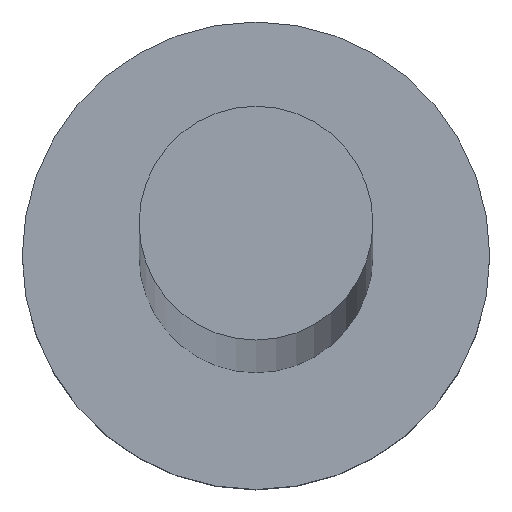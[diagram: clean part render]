
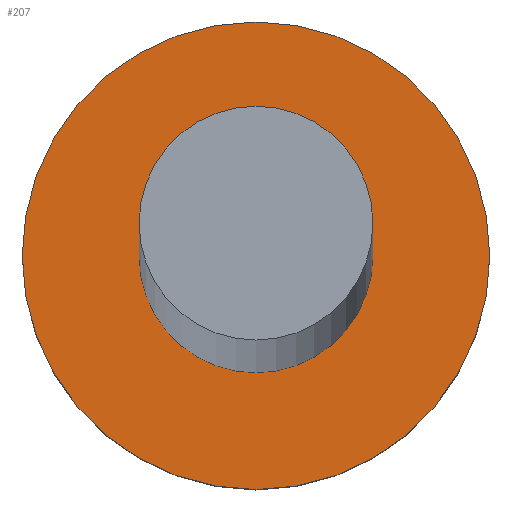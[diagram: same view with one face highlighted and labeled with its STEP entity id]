
A CAD part, top view. The second image highlights one B-rep face of the part: STEP entity #207.
In plain terms, the highlighted planar face has unit normal (0, 0, 1).
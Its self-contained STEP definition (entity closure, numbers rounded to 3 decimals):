
#7 = DIRECTION ( 'NONE',  ( 0., 0., 1. ) ) ;
#9 = CARTESIAN_POINT ( 'NONE',  ( 2., 0., 2. ) ) ;
#17 = CARTESIAN_POINT ( 'NONE',  ( 0., 0., 2. ) ) ;
#56 = AXIS2_PLACEMENT_3D ( 'NONE', #155, #7, #114 ) ;
#62 = EDGE_LOOP ( 'NONE', ( #64, #125 ) ) ;
#64 = ORIENTED_EDGE ( 'NONE', *, *, #153, .T. ) ;
#65 = DIRECTION ( 'NONE',  ( 0., 0., 1. ) ) ;
#77 = PLANE ( 'NONE',  #83 ) ;
#78 = VERTEX_POINT ( 'NONE', #231 ) ;
#82 = DIRECTION ( 'NONE',  ( 0., 0., 1. ) ) ;
#83 = AXIS2_PLACEMENT_3D ( 'NONE', #221, #184, #165 ) ;
#84 = ORIENTED_EDGE ( 'NONE', *, *, #211, .F. ) ;
#86 = AXIS2_PLACEMENT_3D ( 'NONE', #17, #82, #200 ) ;
#95 = CARTESIAN_POINT ( 'NONE',  ( 1., 0., 2. ) ) ;
#105 = CIRCLE ( 'NONE', #108, 2. ) ;
#108 = AXIS2_PLACEMENT_3D ( 'NONE', #109, #65, #190 ) ;
#109 = CARTESIAN_POINT ( 'NONE',  ( 0., 0., 2. ) ) ;
#114 = DIRECTION ( 'NONE',  ( 1., 0., 0. ) ) ;
#122 = AXIS2_PLACEMENT_3D ( 'NONE', #215, #128, #250 ) ;
#125 = ORIENTED_EDGE ( 'NONE', *, *, #160, .T. ) ;
#128 = DIRECTION ( 'NONE',  ( 0., 0., 1. ) ) ;
#130 = CIRCLE ( 'NONE', #86, 1. ) ;
#132 = EDGE_CURVE ( 'NONE', #142, #245, #218, .T. ) ;
#142 = VERTEX_POINT ( 'NONE', #152 ) ;
#144 = EDGE_LOOP ( 'NONE', ( #228, #84 ) ) ;
#149 = FACE_OUTER_BOUND ( 'NONE', #62, .T. ) ;
#152 = CARTESIAN_POINT ( 'NONE',  ( -1., 0., 2. ) ) ;
#153 = EDGE_CURVE ( 'NONE', #78, #169, #105, .T. ) ;
#155 = CARTESIAN_POINT ( 'NONE',  ( 0., 0., 2. ) ) ;
#160 = EDGE_CURVE ( 'NONE', #169, #78, #255, .T. ) ;
#165 = DIRECTION ( 'NONE',  ( 1., 0., 0. ) ) ;
#169 = VERTEX_POINT ( 'NONE', #9 ) ;
#174 = FACE_BOUND ( 'NONE', #144, .T. ) ;
#184 = DIRECTION ( 'NONE',  ( 0., 0., 1. ) ) ;
#190 = DIRECTION ( 'NONE',  ( 1., 0., 0. ) ) ;
#200 = DIRECTION ( 'NONE',  ( 1., 0., 0. ) ) ;
#207 = ADVANCED_FACE ( 'NONE', ( #174, #149 ), #77, .T. ) ;
#211 = EDGE_CURVE ( 'NONE', #245, #142, #130, .T. ) ;
#215 = CARTESIAN_POINT ( 'NONE',  ( 0., 0., 2. ) ) ;
#218 = CIRCLE ( 'NONE', #122, 1. ) ;
#221 = CARTESIAN_POINT ( 'NONE',  ( 0., 0., 2. ) ) ;
#228 = ORIENTED_EDGE ( 'NONE', *, *, #132, .F. ) ;
#231 = CARTESIAN_POINT ( 'NONE',  ( -2., 0., 2. ) ) ;
#245 = VERTEX_POINT ( 'NONE', #95 ) ;
#250 = DIRECTION ( 'NONE',  ( 1., 0., 0. ) ) ;
#255 = CIRCLE ( 'NONE', #56, 2. ) ;
